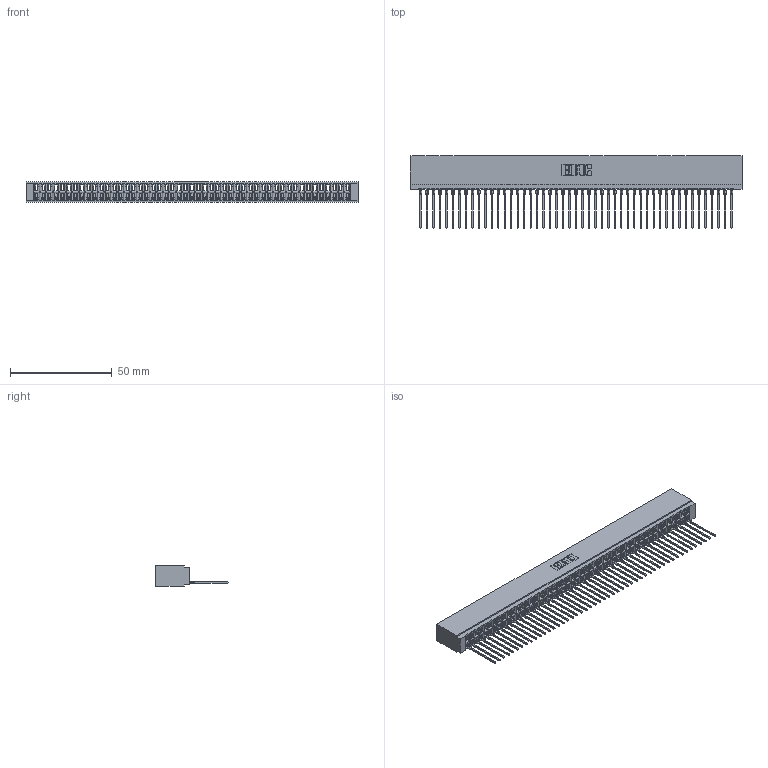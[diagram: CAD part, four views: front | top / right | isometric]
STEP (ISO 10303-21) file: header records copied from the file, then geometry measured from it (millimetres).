
FILE_DESCRIPTION (( 'STEP AP203' ), '1' );
FILE_NAME ('746-049-541-101.STEP', '2026-03-04T19:54:12', ( '' ), ( '' ), 'SwSTEP 2.0', 'SolidWorks 2023', '' );
FILE_SCHEMA (( 'CONFIG_CONTROL_DESIGN' ));
Length unit declared in the file: millimetre
Products named in the file (3): 746 Part_.515 Slot Depth - 01; 746-049-541-101; 746-292-001_541
Assembly tree (50 placements, depth 2):
  746-049-541-101
    746 Part_.515 Slot Depth - 01
    746-292-001_541  x49
Bounding box: 162.81 x 35.42 x 9.91 mm (x, y, z)
Volume: 17188.5 mm3; surface area: 26795.7 mm2
Topology: 50 solids, 50 shells, 5389 faces, 15306 edges, 9828 vertices
Faces by surface type: plane 3142, bspline 980, cylinder 973, torus 294
Entity records: 73055 total; most frequent: CARTESIAN_POINT 14726, ORIENTED_EDGE 12852, DIRECTION 10620, EDGE_CURVE 6426, LINE 5752, VECTOR 5752, VERTEX_POINT 4260, AXIS2_PLACEMENT_3D 2434
